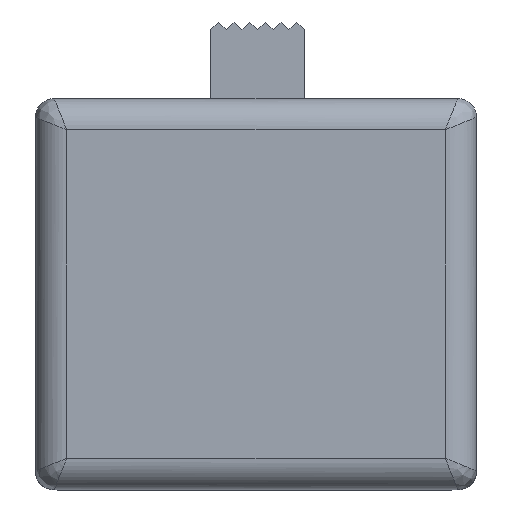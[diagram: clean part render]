
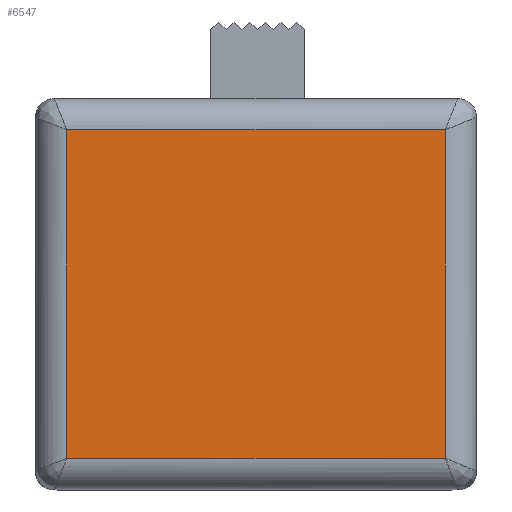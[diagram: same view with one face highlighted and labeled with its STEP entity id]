
A CAD part, top view. The second image highlights one B-rep face of the part: STEP entity #6547.
In plain terms, the highlighted planar face has unit normal (0, 0, 1).
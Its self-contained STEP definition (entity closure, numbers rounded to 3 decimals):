
#239=CARTESIAN_POINT('',(12.4,-1.,7.6));
#241=DIRECTION('',(-1.,0.,0.));
#242=VECTOR('',#241,12.1);
#243=CARTESIAN_POINT('',(12.4,-1.,7.6));
#244=LINE('',#243,#242);
#306=CARTESIAN_POINT('',(12.4,-11.5,7.6));
#308=DIRECTION('',(0.,1.,0.));
#309=VECTOR('',#308,10.5);
#310=CARTESIAN_POINT('',(12.4,-11.5,7.6));
#311=LINE('',#310,#309);
#349=DIRECTION('',(1.,0.,0.));
#350=VECTOR('',#349,12.1);
#351=CARTESIAN_POINT('',(0.3,-11.5,7.6));
#352=LINE('',#351,#350);
#445=CARTESIAN_POINT('',(0.3,-1.,7.6));
#447=DIRECTION('',(0.,-1.,0.));
#448=VECTOR('',#447,10.5);
#449=CARTESIAN_POINT('',(0.3,-1.,7.6));
#450=LINE('',#449,#448);
#5439=VERTEX_POINT('',#445);
#5440=CARTESIAN_POINT('',(0.3,-11.5,7.6));
#5441=VERTEX_POINT('',#5440);
#5444=VERTEX_POINT('',#239);
#5476=VERTEX_POINT('',#306);
#6536=CARTESIAN_POINT('',(6.35,-6.25,7.6));
#6537=DIRECTION('',(0.,0.,1.));
#6538=DIRECTION('',(1.,0.,0.));
#6539=AXIS2_PLACEMENT_3D('',#6536,#6537,#6538);
#6540=PLANE('',#6539);
#6541=ORIENTED_EDGE('',*,*,#6192,.F.);
#6542=ORIENTED_EDGE('',*,*,#6300,.F.);
#6543=ORIENTED_EDGE('',*,*,#6366,.F.);
#6544=ORIENTED_EDGE('',*,*,#6528,.F.);
#6545=EDGE_LOOP('',(#6541,#6542,#6543,#6544));
#6546=FACE_OUTER_BOUND('',#6545,.F.);
#6547=ADVANCED_FACE('',(#6546),#6540,.T.);
#6192=EDGE_CURVE('',#5444,#5439,#244,.T.);
#6300=EDGE_CURVE('',#5476,#5444,#311,.T.);
#6366=EDGE_CURVE('',#5441,#5476,#352,.T.);
#6528=EDGE_CURVE('',#5439,#5441,#450,.T.);
